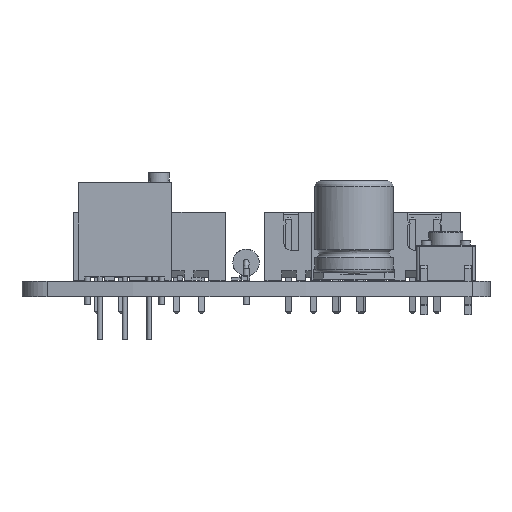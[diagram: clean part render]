
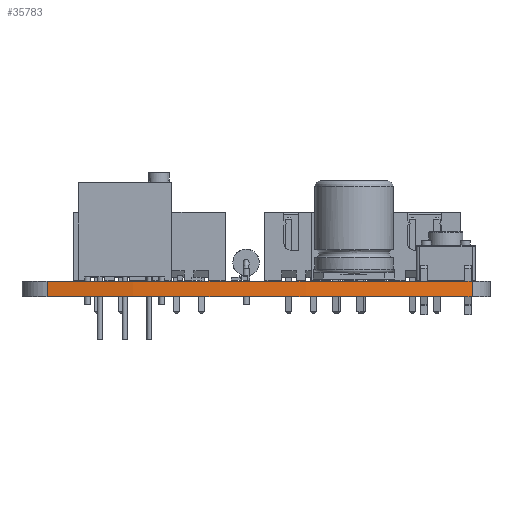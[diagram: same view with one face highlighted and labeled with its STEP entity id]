
A CAD part, left-side view. The second image highlights one B-rep face of the part: STEP entity #35783.
In plain terms, the highlighted cylindrical face has radius 82 mm (diameter 164 mm), a partial arc.
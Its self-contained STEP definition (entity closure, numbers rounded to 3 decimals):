
#31181 = PLANE('',#31182);
#31182 = AXIS2_PLACEMENT_3D('',#31183,#31184,#31185);
#31183 = CARTESIAN_POINT('',(140.139,-109.641,1.6));
#31184 = DIRECTION('',(-0.,-0.,-1.));
#31185 = DIRECTION('',(-1.,0.,0.));
#31235 = PLANE('',#31236);
#31236 = AXIS2_PLACEMENT_3D('',#31237,#31238,#31239);
#31237 = CARTESIAN_POINT('',(140.139,-109.641,0.));
#31238 = DIRECTION('',(-0.,-0.,-1.));
#31239 = DIRECTION('',(-1.,0.,0.));
#31509 = VERTEX_POINT('',#31510);
#31510 = CARTESIAN_POINT('',(123.374,-133.497,0.));
#31529 = CYLINDRICAL_SURFACE('',#31530,3.);
#31530 = AXIS2_PLACEMENT_3D('',#31531,#31532,#31533);
#31531 = CARTESIAN_POINT('',(126.141,-132.337,0.));
#31532 = DIRECTION('',(-0.,-0.,-1.));
#31533 = DIRECTION('',(1.,0.,-0.));
#31541 = EDGE_CURVE('',#31542,#31509,#31544,.T.);
#31542 = VERTEX_POINT('',#31543);
#31543 = CARTESIAN_POINT('',(117.855,-89.987,0.));
#31544 = SURFACE_CURVE('',#31545,(#31550,#31561),.PCURVE_S1.);
#31545 = CIRCLE('',#31546,82.);
#31546 = AXIS2_PLACEMENT_3D('',#31547,#31548,#31549);
#31547 = CARTESIAN_POINT('',(199.,-101.8,0.));
#31548 = DIRECTION('',(0.,0.,1.));
#31549 = DIRECTION('',(1.,0.,-0.));
#31550 = PCURVE('',#31235,#31551);
#31551 = DEFINITIONAL_REPRESENTATION('',(#31552),#31560);
#31552 = ( BOUNDED_CURVE() B_SPLINE_CURVE(2,(#31553,#31554,#31555,#31556
    ,#31557,#31558,#31559),.UNSPECIFIED.,.T.,.F.) 
B_SPLINE_CURVE_WITH_KNOTS((1,2,2,2,2,1),(-2.094,0.,
    2.094,4.189,6.283,8.378),
.UNSPECIFIED.) CURVE() GEOMETRIC_REPRESENTATION_ITEM() 
RATIONAL_B_SPLINE_CURVE((1.,0.5,1.,0.5,1.,0.5,1.)) REPRESENTATION_ITEM(
  '') );
#31553 = CARTESIAN_POINT('',(-140.861,7.841));
#31554 = CARTESIAN_POINT('',(-140.861,149.87));
#31555 = CARTESIAN_POINT('',(-17.861,78.855));
#31556 = CARTESIAN_POINT('',(105.139,7.841));
#31557 = CARTESIAN_POINT('',(-17.861,-63.173));
#31558 = CARTESIAN_POINT('',(-140.861,-134.187));
#31559 = CARTESIAN_POINT('',(-140.861,7.841));
#31560 = ( GEOMETRIC_REPRESENTATION_CONTEXT(2) 
PARAMETRIC_REPRESENTATION_CONTEXT() REPRESENTATION_CONTEXT('2D SPACE',''
  ) );
#31561 = PCURVE('',#31562,#31567);
#31562 = CYLINDRICAL_SURFACE('',#31563,82.);
#31563 = AXIS2_PLACEMENT_3D('',#31564,#31565,#31566);
#31564 = CARTESIAN_POINT('',(199.,-101.8,0.));
#31565 = DIRECTION('',(-0.,-0.,-1.));
#31566 = DIRECTION('',(1.,0.,-0.));
#31567 = DEFINITIONAL_REPRESENTATION('',(#31568),#31572);
#31568 = LINE('',#31569,#31570);
#31569 = CARTESIAN_POINT('',(-0.,0.));
#31570 = VECTOR('',#31571,1.);
#31571 = DIRECTION('',(-1.,0.));
#31572 = ( GEOMETRIC_REPRESENTATION_CONTEXT(2) 
PARAMETRIC_REPRESENTATION_CONTEXT() REPRESENTATION_CONTEXT('2D SPACE',''
  ) );
#31595 = CYLINDRICAL_SURFACE('',#31596,3.);
#31596 = AXIS2_PLACEMENT_3D('',#31597,#31598,#31599);
#31597 = CARTESIAN_POINT('',(120.824,-90.419,0.));
#31598 = DIRECTION('',(-0.,-0.,-1.));
#31599 = DIRECTION('',(1.,0.,-0.));
#33736 = VERTEX_POINT('',#33737);
#33737 = CARTESIAN_POINT('',(123.374,-133.497,1.6));
#33763 = EDGE_CURVE('',#33764,#33736,#33766,.T.);
#33764 = VERTEX_POINT('',#33765);
#33765 = CARTESIAN_POINT('',(117.855,-89.987,1.6));
#33766 = SURFACE_CURVE('',#33767,(#33772,#33783),.PCURVE_S1.);
#33767 = CIRCLE('',#33768,82.);
#33768 = AXIS2_PLACEMENT_3D('',#33769,#33770,#33771);
#33769 = CARTESIAN_POINT('',(199.,-101.8,1.6));
#33770 = DIRECTION('',(0.,0.,1.));
#33771 = DIRECTION('',(1.,0.,-0.));
#33772 = PCURVE('',#31181,#33773);
#33773 = DEFINITIONAL_REPRESENTATION('',(#33774),#33782);
#33774 = ( BOUNDED_CURVE() B_SPLINE_CURVE(2,(#33775,#33776,#33777,#33778
    ,#33779,#33780,#33781),.UNSPECIFIED.,.T.,.F.) 
B_SPLINE_CURVE_WITH_KNOTS((1,2,2,2,2,1),(-2.094,0.,
    2.094,4.189,6.283,8.378),
.UNSPECIFIED.) CURVE() GEOMETRIC_REPRESENTATION_ITEM() 
RATIONAL_B_SPLINE_CURVE((1.,0.5,1.,0.5,1.,0.5,1.)) REPRESENTATION_ITEM(
  '') );
#33775 = CARTESIAN_POINT('',(-140.861,7.841));
#33776 = CARTESIAN_POINT('',(-140.861,149.87));
#33777 = CARTESIAN_POINT('',(-17.861,78.855));
#33778 = CARTESIAN_POINT('',(105.139,7.841));
#33779 = CARTESIAN_POINT('',(-17.861,-63.173));
#33780 = CARTESIAN_POINT('',(-140.861,-134.187));
#33781 = CARTESIAN_POINT('',(-140.861,7.841));
#33782 = ( GEOMETRIC_REPRESENTATION_CONTEXT(2) 
PARAMETRIC_REPRESENTATION_CONTEXT() REPRESENTATION_CONTEXT('2D SPACE',''
  ) );
#33783 = PCURVE('',#31562,#33784);
#33784 = DEFINITIONAL_REPRESENTATION('',(#33785),#33789);
#33785 = LINE('',#33786,#33787);
#33786 = CARTESIAN_POINT('',(-0.,-1.6));
#33787 = VECTOR('',#33788,1.);
#33788 = DIRECTION('',(-1.,0.));
#33789 = ( GEOMETRIC_REPRESENTATION_CONTEXT(2) 
PARAMETRIC_REPRESENTATION_CONTEXT() REPRESENTATION_CONTEXT('2D SPACE',''
  ) );
#35735 = EDGE_CURVE('',#31542,#33764,#35736,.T.);
#35736 = SURFACE_CURVE('',#35737,(#35741,#35748),.PCURVE_S1.);
#35737 = LINE('',#35738,#35739);
#35738 = CARTESIAN_POINT('',(117.855,-89.987,0.));
#35739 = VECTOR('',#35740,1.);
#35740 = DIRECTION('',(0.,0.,1.));
#35741 = PCURVE('',#31595,#35742);
#35742 = DEFINITIONAL_REPRESENTATION('',(#35743),#35747);
#35743 = LINE('',#35744,#35745);
#35744 = CARTESIAN_POINT('',(-2.997,0.));
#35745 = VECTOR('',#35746,1.);
#35746 = DIRECTION('',(-0.,-1.));
#35747 = ( GEOMETRIC_REPRESENTATION_CONTEXT(2) 
PARAMETRIC_REPRESENTATION_CONTEXT() REPRESENTATION_CONTEXT('2D SPACE',''
  ) );
#35748 = PCURVE('',#31562,#35749);
#35749 = DEFINITIONAL_REPRESENTATION('',(#35750),#35754);
#35750 = LINE('',#35751,#35752);
#35751 = CARTESIAN_POINT('',(-2.997,0.));
#35752 = VECTOR('',#35753,1.);
#35753 = DIRECTION('',(-0.,-1.));
#35754 = ( GEOMETRIC_REPRESENTATION_CONTEXT(2) 
PARAMETRIC_REPRESENTATION_CONTEXT() REPRESENTATION_CONTEXT('2D SPACE',''
  ) );
#35760 = EDGE_CURVE('',#31509,#33736,#35761,.T.);
#35761 = SURFACE_CURVE('',#35762,(#35766,#35773),.PCURVE_S1.);
#35762 = LINE('',#35763,#35764);
#35763 = CARTESIAN_POINT('',(123.374,-133.497,0.));
#35764 = VECTOR('',#35765,1.);
#35765 = DIRECTION('',(0.,0.,1.));
#35766 = PCURVE('',#31529,#35767);
#35767 = DEFINITIONAL_REPRESENTATION('',(#35768),#35772);
#35768 = LINE('',#35769,#35770);
#35769 = CARTESIAN_POINT('',(-3.539,0.));
#35770 = VECTOR('',#35771,1.);
#35771 = DIRECTION('',(-0.,-1.));
#35772 = ( GEOMETRIC_REPRESENTATION_CONTEXT(2) 
PARAMETRIC_REPRESENTATION_CONTEXT() REPRESENTATION_CONTEXT('2D SPACE',''
  ) );
#35773 = PCURVE('',#31562,#35774);
#35774 = DEFINITIONAL_REPRESENTATION('',(#35775),#35779);
#35775 = LINE('',#35776,#35777);
#35776 = CARTESIAN_POINT('',(-3.538,0.));
#35777 = VECTOR('',#35778,1.);
#35778 = DIRECTION('',(-0.,-1.));
#35779 = ( GEOMETRIC_REPRESENTATION_CONTEXT(2) 
PARAMETRIC_REPRESENTATION_CONTEXT() REPRESENTATION_CONTEXT('2D SPACE',''
  ) );
#35783 = ADVANCED_FACE('',(#35784),#31562,.T.);
#35784 = FACE_BOUND('',#35785,.F.);
#35785 = EDGE_LOOP('',(#35786,#35787,#35788,#35789));
#35786 = ORIENTED_EDGE('',*,*,#35735,.T.);
#35787 = ORIENTED_EDGE('',*,*,#33763,.T.);
#35788 = ORIENTED_EDGE('',*,*,#35760,.F.);
#35789 = ORIENTED_EDGE('',*,*,#31541,.F.);
